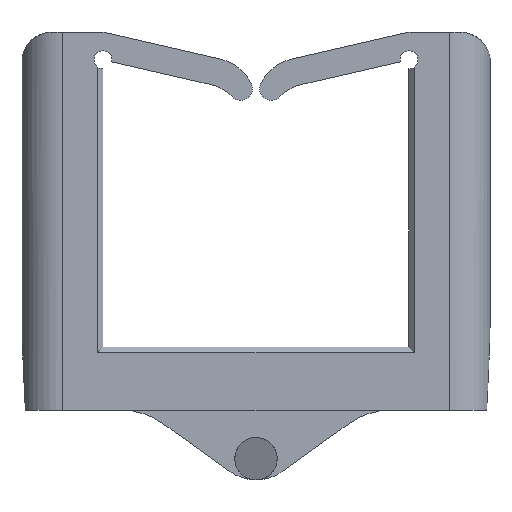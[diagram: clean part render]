
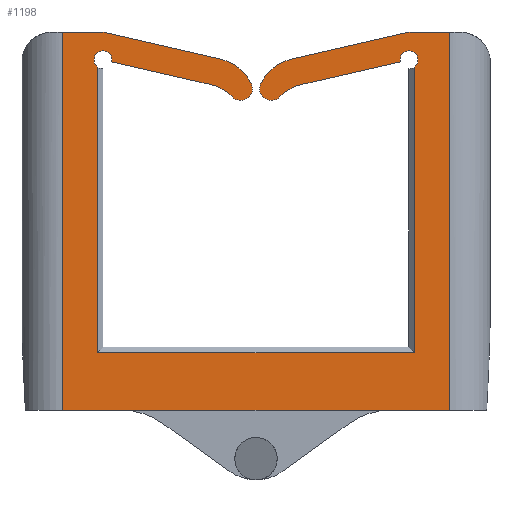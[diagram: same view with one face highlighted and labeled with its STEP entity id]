
A CAD part, front view. The second image highlights one B-rep face of the part: STEP entity #1198.
In plain terms, the highlighted planar face has unit normal (0, -1, 0).
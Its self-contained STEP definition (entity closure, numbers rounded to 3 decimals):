
#30=PLANE('',#1310);
#91=LINE('',#1825,#203);
#99=LINE('',#1856,#211);
#103=LINE('',#1875,#215);
#121=LINE('',#1939,#233);
#134=LINE('',#1960,#246);
#143=LINE('',#1984,#255);
#144=LINE('',#1986,#256);
#145=LINE('',#1988,#257);
#146=LINE('',#1992,#258);
#147=LINE('',#2000,#259);
#148=LINE('',#2001,#260);
#149=LINE('',#2009,#261);
#203=VECTOR('',#1428,1000.);
#211=VECTOR('',#1458,1000.);
#215=VECTOR('',#1468,1000.);
#233=VECTOR('',#1514,1000.);
#246=VECTOR('',#1535,1000.);
#255=VECTOR('',#1554,1000.);
#256=VECTOR('',#1555,1000.);
#257=VECTOR('',#1556,1000.);
#258=VECTOR('',#1559,1000.);
#259=VECTOR('',#1566,1000.);
#260=VECTOR('',#1567,1000.);
#261=VECTOR('',#1574,1000.);
#444=ORIENTED_EDGE('',*,*,#777,.T.);
#445=ORIENTED_EDGE('',*,*,#778,.T.);
#446=ORIENTED_EDGE('',*,*,#779,.T.);
#447=ORIENTED_EDGE('',*,*,#780,.T.);
#448=ORIENTED_EDGE('',*,*,#781,.T.);
#449=ORIENTED_EDGE('',*,*,#782,.F.);
#450=ORIENTED_EDGE('',*,*,#783,.F.);
#451=ORIENTED_EDGE('',*,*,#784,.F.);
#452=ORIENTED_EDGE('',*,*,#785,.F.);
#453=ORIENTED_EDGE('',*,*,#786,.F.);
#454=ORIENTED_EDGE('',*,*,#717,.T.);
#455=ORIENTED_EDGE('',*,*,#724,.T.);
#456=ORIENTED_EDGE('',*,*,#766,.F.);
#457=ORIENTED_EDGE('',*,*,#701,.F.);
#458=ORIENTED_EDGE('',*,*,#753,.T.);
#459=ORIENTED_EDGE('',*,*,#787,.F.);
#460=ORIENTED_EDGE('',*,*,#788,.F.);
#461=ORIENTED_EDGE('',*,*,#789,.F.);
#462=ORIENTED_EDGE('',*,*,#790,.F.);
#463=ORIENTED_EDGE('',*,*,#791,.F.);
#701=EDGE_CURVE('',#882,#883,#91,.T.);
#717=EDGE_CURVE('',#895,#894,#99,.T.);
#724=EDGE_CURVE('',#894,#900,#103,.T.);
#753=EDGE_CURVE('',#882,#918,#121,.T.);
#766=EDGE_CURVE('',#883,#900,#134,.T.);
#777=EDGE_CURVE('',#931,#932,#994,.T.);
#778=EDGE_CURVE('',#932,#933,#143,.T.);
#779=EDGE_CURVE('',#933,#934,#144,.T.);
#780=EDGE_CURVE('',#934,#935,#145,.T.);
#781=EDGE_CURVE('',#935,#936,#995,.T.);
#782=EDGE_CURVE('',#937,#936,#146,.T.);
#783=EDGE_CURVE('',#938,#937,#996,.T.);
#784=EDGE_CURVE('',#939,#938,#997,.T.);
#785=EDGE_CURVE('',#940,#939,#998,.T.);
#786=EDGE_CURVE('',#895,#940,#147,.T.);
#787=EDGE_CURVE('',#941,#918,#148,.T.);
#788=EDGE_CURVE('',#942,#941,#999,.T.);
#789=EDGE_CURVE('',#943,#942,#1000,.T.);
#790=EDGE_CURVE('',#944,#943,#1001,.T.);
#791=EDGE_CURVE('',#931,#944,#149,.T.);
#882=VERTEX_POINT('',#1824);
#883=VERTEX_POINT('',#1826);
#894=VERTEX_POINT('',#1855);
#895=VERTEX_POINT('',#1857);
#900=VERTEX_POINT('',#1874);
#918=VERTEX_POINT('',#1938);
#931=VERTEX_POINT('',#1982);
#932=VERTEX_POINT('',#1983);
#933=VERTEX_POINT('',#1985);
#934=VERTEX_POINT('',#1987);
#935=VERTEX_POINT('',#1989);
#936=VERTEX_POINT('',#1991);
#937=VERTEX_POINT('',#1993);
#938=VERTEX_POINT('',#1995);
#939=VERTEX_POINT('',#1997);
#940=VERTEX_POINT('',#1999);
#941=VERTEX_POINT('',#2002);
#942=VERTEX_POINT('',#2004);
#943=VERTEX_POINT('',#2006);
#944=VERTEX_POINT('',#2008);
#994=CIRCLE('',#1311,0.5);
#995=CIRCLE('',#1312,0.5);
#996=CIRCLE('',#1313,2.5);
#997=CIRCLE('',#1314,0.65);
#998=CIRCLE('',#1315,2.5);
#999=CIRCLE('',#1316,2.5);
#1000=CIRCLE('',#1317,0.65);
#1001=CIRCLE('',#1318,2.5);
#1038=EDGE_LOOP('',(#444,#445,#446,#447,#448,#449,#450,#451,#452,#453,#454,
#455,#456,#457,#458,#459,#460,#461,#462,#463));
#1107=FACE_BOUND('',#1038,.T.);
#1198=ADVANCED_FACE('',(#1107),#30,.T.);
#1310=AXIS2_PLACEMENT_3D('',#1980,#1550,#1551);
#1311=AXIS2_PLACEMENT_3D('',#1981,#1552,#1553);
#1312=AXIS2_PLACEMENT_3D('',#1990,#1557,#1558);
#1313=AXIS2_PLACEMENT_3D('',#1994,#1560,#1561);
#1314=AXIS2_PLACEMENT_3D('',#1996,#1562,#1563);
#1315=AXIS2_PLACEMENT_3D('',#1998,#1564,#1565);
#1316=AXIS2_PLACEMENT_3D('',#2003,#1568,#1569);
#1317=AXIS2_PLACEMENT_3D('',#2005,#1570,#1571);
#1318=AXIS2_PLACEMENT_3D('',#2007,#1572,#1573);
#1428=DIRECTION('',(0.,0.,-1.));
#1458=DIRECTION('',(-1.,0.,0.));
#1468=DIRECTION('',(0.,0.,-1.));
#1514=DIRECTION('',(-1.,0.,0.));
#1535=DIRECTION('',(-1.,0.,0.));
#1550=DIRECTION('',(0.,-1.,0.));
#1551=DIRECTION('',(1.,0.,0.));
#1552=DIRECTION('',(0.,1.,0.));
#1553=DIRECTION('',(1.,0.,0.));
#1554=DIRECTION('',(0.,0.,-1.));
#1555=DIRECTION('',(-1.,0.,0.));
#1556=DIRECTION('',(0.,0.,1.));
#1557=DIRECTION('',(0.,1.,0.));
#1558=DIRECTION('',(1.,0.,0.));
#1559=DIRECTION('',(-0.975,0.,0.224));
#1560=DIRECTION('',(0.,-1.,0.));
#1561=DIRECTION('',(1.,0.,0.));
#1562=DIRECTION('',(0.,1.,0.));
#1563=DIRECTION('',(-1.,0.,0.));
#1564=DIRECTION('',(0.,1.,0.));
#1565=DIRECTION('',(1.,0.,0.));
#1566=DIRECTION('',(0.975,0.,-0.224));
#1567=DIRECTION('',(0.975,0.,0.224));
#1568=DIRECTION('',(0.,1.,0.));
#1569=DIRECTION('',(1.,0.,0.));
#1570=DIRECTION('',(0.,1.,0.));
#1571=DIRECTION('',(1.,0.,0.));
#1572=DIRECTION('',(0.,-1.,0.));
#1573=DIRECTION('',(1.,0.,0.));
#1574=DIRECTION('',(-0.975,0.,-0.224));
#1824=CARTESIAN_POINT('',(10.74,-2.3,21.));
#1825=CARTESIAN_POINT('',(10.74,-2.3,21.));
#1826=CARTESIAN_POINT('',(10.74,-2.3,0.));
#1855=CARTESIAN_POINT('',(-10.74,-2.3,21.));
#1856=CARTESIAN_POINT('',(0.,-2.3,21.));
#1857=CARTESIAN_POINT('',(-8.5,-2.3,21.));
#1874=CARTESIAN_POINT('',(-10.74,-2.3,0.));
#1875=CARTESIAN_POINT('',(-10.74,-2.3,21.));
#1938=CARTESIAN_POINT('',(8.5,-2.3,21.));
#1939=CARTESIAN_POINT('',(0.,-2.3,21.));
#1960=CARTESIAN_POINT('',(0.,-2.3,0.));
#1980=CARTESIAN_POINT('',(0.,-2.3,21.));
#1981=CARTESIAN_POINT('',(8.5,-2.3,19.461));
#1982=CARTESIAN_POINT('',(8.013,-2.3,19.349));
#1983=CARTESIAN_POINT('',(8.8,-2.3,19.061));
#1984=CARTESIAN_POINT('',(8.8,-2.3,21.));
#1985=CARTESIAN_POINT('',(8.8,-2.3,3.2));
#1986=CARTESIAN_POINT('',(0.,-2.3,3.2));
#1987=CARTESIAN_POINT('',(-8.8,-2.3,3.2));
#1988=CARTESIAN_POINT('',(-8.8,-2.3,21.));
#1989=CARTESIAN_POINT('',(-8.8,-2.3,19.061));
#1990=CARTESIAN_POINT('',(-8.5,-2.3,19.461));
#1991=CARTESIAN_POINT('',(-8.013,-2.3,19.349));
#1992=CARTESIAN_POINT('',(-8.5,-2.3,19.461));
#1993=CARTESIAN_POINT('',(-2.555,-2.3,18.096));
#1994=CARTESIAN_POINT('',(-3.114,-2.3,15.66));
#1995=CARTESIAN_POINT('',(-1.317,-2.3,17.398));
#1996=CARTESIAN_POINT('',(-0.85,-2.3,17.85));
#1997=CARTESIAN_POINT('',(-0.262,-2.3,18.126));
#1998=CARTESIAN_POINT('',(-2.524,-2.3,17.063));
#1999=CARTESIAN_POINT('',(-1.965,-2.3,19.5));
#2000=CARTESIAN_POINT('',(-8.5,-2.3,21.));
#2001=CARTESIAN_POINT('',(8.5,-2.3,21.));
#2002=CARTESIAN_POINT('',(1.965,-2.3,19.5));
#2003=CARTESIAN_POINT('',(2.524,-2.3,17.063));
#2004=CARTESIAN_POINT('',(0.262,-2.3,18.126));
#2005=CARTESIAN_POINT('',(0.85,-2.3,17.85));
#2006=CARTESIAN_POINT('',(1.317,-2.3,17.398));
#2007=CARTESIAN_POINT('',(3.114,-2.3,15.66));
#2008=CARTESIAN_POINT('',(2.555,-2.3,18.096));
#2009=CARTESIAN_POINT('',(8.5,-2.3,19.461));
